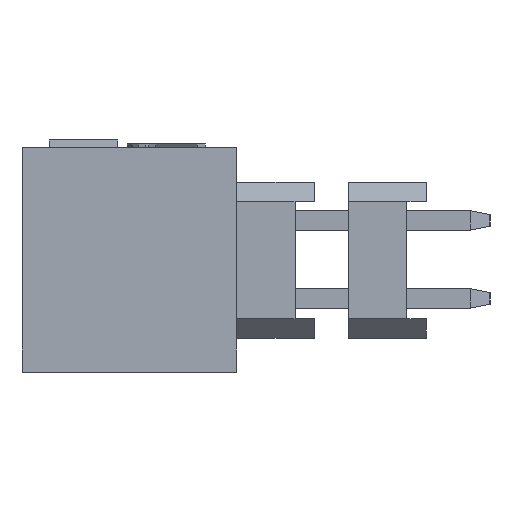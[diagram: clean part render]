
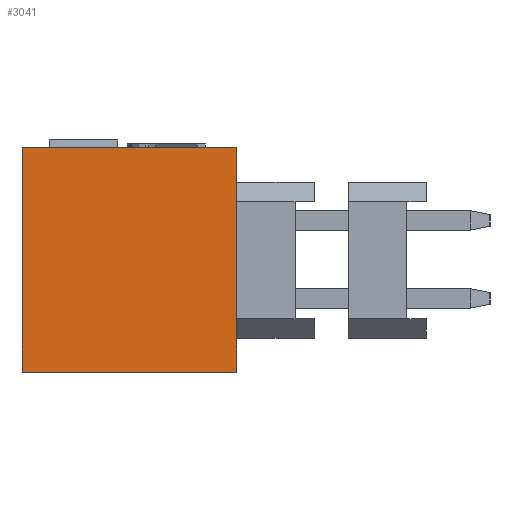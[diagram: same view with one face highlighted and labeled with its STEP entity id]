
A CAD part, left-side view. The second image highlights one B-rep face of the part: STEP entity #3041.
In plain terms, the highlighted planar face has unit normal (-1, 0, 0).
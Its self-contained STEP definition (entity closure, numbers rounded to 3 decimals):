
#341=CARTESIAN_POINT('',(0.,0.,-6.22));
#342=VERTEX_POINT('',#341);
#349=CARTESIAN_POINT('',(0.,5.75,-6.22));
#350=VERTEX_POINT('',#349);
#351=CARTESIAN_POINT('',(0.,0.,-6.22));
#352=DIRECTION('',(0.,1.,0.));
#353=VECTOR('',#352,5.75);
#354=LINE('',#351,#353);
#355=EDGE_CURVE('',#342,#350,#354,.T.);
#2960=CARTESIAN_POINT('',(0.,0.,-0.209));
#2961=VERTEX_POINT('',#2960);
#2968=CARTESIAN_POINT('',(0.,0.,-0.209));
#2969=DIRECTION('',(0.,0.,-1.));
#2970=VECTOR('',#2969,6.011);
#2971=LINE('',#2968,#2970);
#2972=EDGE_CURVE('',#2961,#342,#2971,.T.);
#3018=CARTESIAN_POINT('',(0.,2.875,-3.215));
#3019=DIRECTION('',(0.,0.,1.));
#3020=DIRECTION('',(-1.,0.,0.));
#3021=AXIS2_PLACEMENT_3D('',#3018,#3020,#3019);
#3022=PLANE('',#3021);
#3023=ORIENTED_EDGE('',*,*,#2972,.F.);
#3024=CARTESIAN_POINT('',(0.,5.75,-0.209));
#3025=VERTEX_POINT('',#3024);
#3026=CARTESIAN_POINT('',(0.,0.,-0.209));
#3027=DIRECTION('',(0.,1.,0.));
#3028=VECTOR('',#3027,5.75);
#3029=LINE('',#3026,#3028);
#3030=EDGE_CURVE('',#2961,#3025,#3029,.T.);
#3031=ORIENTED_EDGE('',*,*,#3030,.T.);
#3032=CARTESIAN_POINT('',(0.,5.75,-0.209));
#3033=DIRECTION('',(0.,0.,-1.));
#3034=VECTOR('',#3033,6.011);
#3035=LINE('',#3032,#3034);
#3036=EDGE_CURVE('',#3025,#350,#3035,.T.);
#3037=ORIENTED_EDGE('',*,*,#3036,.T.);
#3038=ORIENTED_EDGE('',*,*,#355,.F.);
#3039=EDGE_LOOP('',(#3023,#3031,#3037,#3038));
#3040=FACE_OUTER_BOUND('',#3039,.T.);
#3041=ADVANCED_FACE('',(#3040),#3022,.T.);
